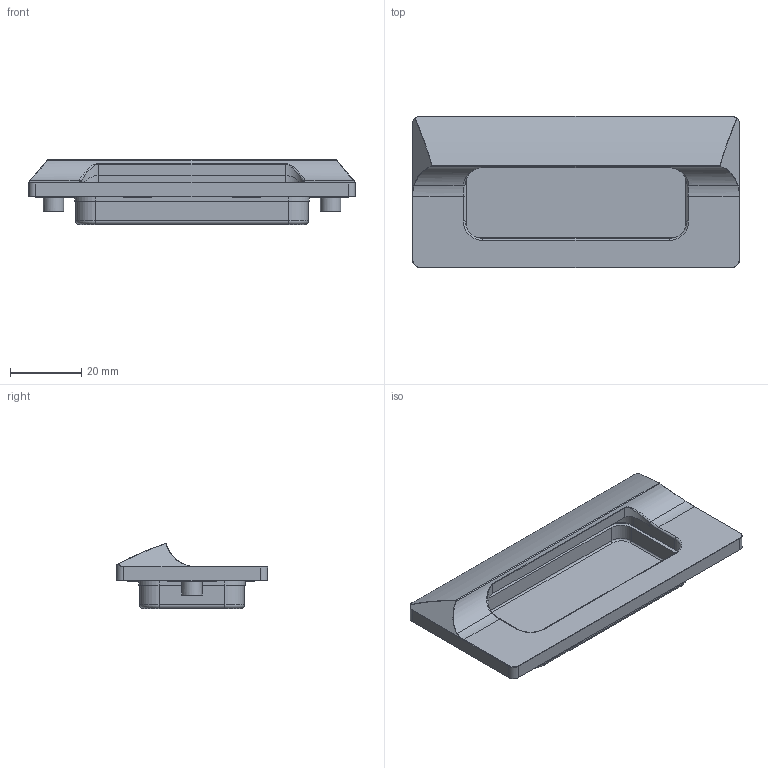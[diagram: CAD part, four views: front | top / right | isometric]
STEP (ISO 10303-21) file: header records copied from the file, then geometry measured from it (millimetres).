
FILE_DESCRIPTION(/* description */ (''),/* implementation_level */ '2;1');
FILE_NAME(/* name */ 'A-MC1.stp',/* time_stamp */ '2024-06-14T14:26:37+09:00',/* author */ ('user'),/* organization */ (''),/* preprocessor_version */ 'ST-DEVELOPER v15.6',/* originating_system */ 'Autodesk Inventor 2015',/* authorisation */ '');
FILE_SCHEMA (('AUTOMOTIVE_DESIGN { 1 0 10303 214 3 1 1 }'));
Length unit declared in the file: millimetre
Products named in the file (3): A-MC1_H; A-MC1_B; A-MC1
Bounding box: 92 x 42.5 x 18.3 mm (x, y, z)
Volume: 12841.8 mm3; surface area: 17826 mm2
Topology: 2 solids, 2 shells, 211 faces, 544 edges, 342 vertices
Faces by surface type: cylinder 92, plane 70, bspline 28, torus 19, sphere 2
Full cylindrical faces by diameter (mm): 3.242 x2, 5.7 x4
Entity records: 7502 total; most frequent: CARTESIAN_POINT 2331, DIRECTION 1081, ORIENTED_EDGE 1068, EDGE_CURVE 534, AXIS2_PLACEMENT_3D 414, VERTEX_POINT 338, LINE 253, VECTOR 253
